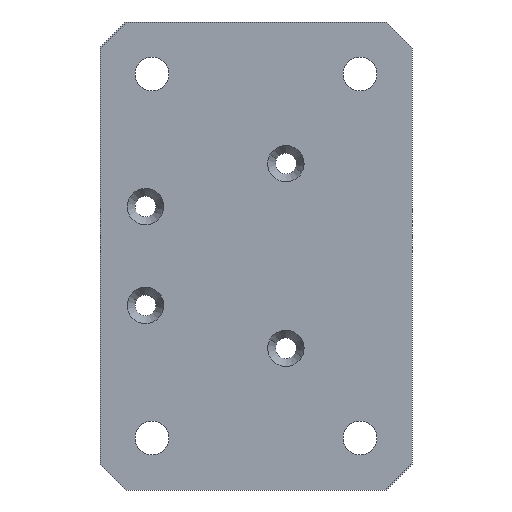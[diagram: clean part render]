
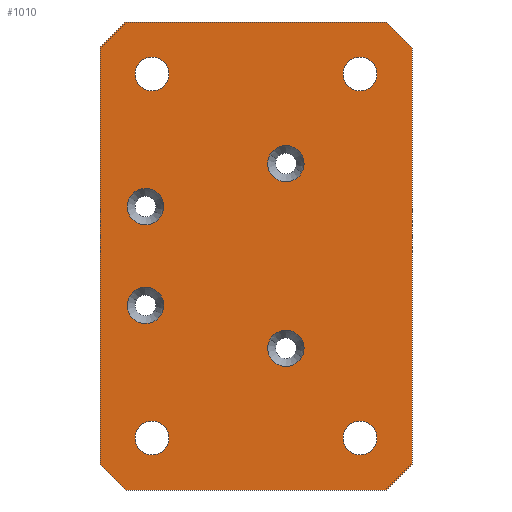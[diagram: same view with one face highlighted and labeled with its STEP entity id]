
A CAD part, left-side view. The second image highlights one B-rep face of the part: STEP entity #1010.
In plain terms, the highlighted planar face has unit normal (-1, 0, 0).
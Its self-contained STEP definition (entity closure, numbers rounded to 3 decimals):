
#60=CARTESIAN_POINT('Vertex',(-10.,-45.704,73.116)) ;
#65=CARTESIAN_POINT('Axis2P3D Location',(-10.,-40.,70.)) ;
#69=CARTESIAN_POINT('Vertex',(-10.,-34.296,66.884)) ;
#91=CARTESIAN_POINT('Axis2P3D Location',(-10.,-40.,70.)) ;
#113=CARTESIAN_POINT('Axis2P3D Location',(-10.,42.5,19.)) ;
#117=CARTESIAN_POINT('Vertex',(-10.,48.643,22.356)) ;
#119=CARTESIAN_POINT('Vertex',(-10.,36.357,15.644)) ;
#148=CARTESIAN_POINT('Axis2P3D Location',(-10.,42.5,19.)) ;
#170=CARTESIAN_POINT('Axis2P3D Location',(-10.,-11.5,35.5)) ;
#174=CARTESIAN_POINT('Vertex',(-10.,-17.643,32.144)) ;
#176=CARTESIAN_POINT('Vertex',(-10.,-5.357,38.856)) ;
#205=CARTESIAN_POINT('Axis2P3D Location',(-10.,-11.5,35.5)) ;
#227=CARTESIAN_POINT('Axis2P3D Location',(-10.,42.5,-19.)) ;
#231=CARTESIAN_POINT('Vertex',(-10.,36.357,-22.356)) ;
#233=CARTESIAN_POINT('Vertex',(-10.,48.643,-15.644)) ;
#262=CARTESIAN_POINT('Axis2P3D Location',(-10.,42.5,-19.)) ;
#284=CARTESIAN_POINT('Axis2P3D Location',(-10.,-11.5,-35.5)) ;
#288=CARTESIAN_POINT('Vertex',(-10.,-17.643,-38.856)) ;
#290=CARTESIAN_POINT('Vertex',(-10.,-5.357,-32.144)) ;
#319=CARTESIAN_POINT('Axis2P3D Location',(-10.,-11.5,-35.5)) ;
#517=CARTESIAN_POINT('Vertex',(-10.,34.296,73.116)) ;
#522=CARTESIAN_POINT('Axis2P3D Location',(-10.,40.,70.)) ;
#526=CARTESIAN_POINT('Vertex',(-10.,45.704,66.884)) ;
#548=CARTESIAN_POINT('Axis2P3D Location',(-10.,40.,70.)) ;
#574=CARTESIAN_POINT('Vertex',(-10.,34.296,-66.884)) ;
#579=CARTESIAN_POINT('Axis2P3D Location',(-10.,40.,-70.)) ;
#583=CARTESIAN_POINT('Vertex',(-10.,45.704,-73.116)) ;
#605=CARTESIAN_POINT('Axis2P3D Location',(-10.,40.,-70.)) ;
#631=CARTESIAN_POINT('Vertex',(-10.,-45.704,-66.884)) ;
#636=CARTESIAN_POINT('Axis2P3D Location',(-10.,-40.,-70.)) ;
#640=CARTESIAN_POINT('Vertex',(-10.,-34.296,-73.116)) ;
#662=CARTESIAN_POINT('Axis2P3D Location',(-10.,-40.,-70.)) ;
#684=CARTESIAN_POINT('Line Origine',(-10.,-55.,85.)) ;
#688=CARTESIAN_POINT('Vertex',(-10.,-50.,90.)) ;
#690=CARTESIAN_POINT('Vertex',(-10.,-60.,80.)) ;
#730=CARTESIAN_POINT('Vertex',(-10.,50.,90.)) ;
#733=CARTESIAN_POINT('Line Origine',(-10.,0.,90.)) ;
#766=CARTESIAN_POINT('Vertex',(-10.,60.,80.)) ;
#769=CARTESIAN_POINT('Line Origine',(-10.,55.,85.)) ;
#792=CARTESIAN_POINT('Vertex',(-10.,60.,-80.)) ;
#795=CARTESIAN_POINT('Line Origine',(-10.,60.,0.)) ;
#817=CARTESIAN_POINT('Line Origine',(-10.,55.,-85.)) ;
#821=CARTESIAN_POINT('Vertex',(-10.,50.,-90.)) ;
#854=CARTESIAN_POINT('Vertex',(-10.,-60.,-80.)) ;
#862=CARTESIAN_POINT('Line Origine',(-10.,-60.,0.)) ;
#885=CARTESIAN_POINT('Vertex',(-10.,-50.,-90.)) ;
#888=CARTESIAN_POINT('Line Origine',(-10.,0.,-90.)) ;
#958=CARTESIAN_POINT('Axis2P3D Location',(-10.,0.,0.)) ;
#963=CARTESIAN_POINT('Line Origine',(-10.,-55.,-85.)) ;
#66=DIRECTION('Axis2P3D Direction',(-1.,0.,-0.)) ;
#92=DIRECTION('Axis2P3D Direction',(-1.,0.,-0.)) ;
#114=DIRECTION('Axis2P3D Direction',(-1.,0.,0.)) ;
#149=DIRECTION('Axis2P3D Direction',(-1.,0.,0.)) ;
#171=DIRECTION('Axis2P3D Direction',(-1.,0.,0.)) ;
#206=DIRECTION('Axis2P3D Direction',(-1.,0.,0.)) ;
#228=DIRECTION('Axis2P3D Direction',(-1.,0.,0.)) ;
#263=DIRECTION('Axis2P3D Direction',(-1.,0.,0.)) ;
#285=DIRECTION('Axis2P3D Direction',(-1.,0.,0.)) ;
#320=DIRECTION('Axis2P3D Direction',(-1.,0.,0.)) ;
#523=DIRECTION('Axis2P3D Direction',(-1.,0.,-0.)) ;
#549=DIRECTION('Axis2P3D Direction',(-1.,0.,-0.)) ;
#580=DIRECTION('Axis2P3D Direction',(-1.,0.,-0.)) ;
#606=DIRECTION('Axis2P3D Direction',(-1.,0.,-0.)) ;
#637=DIRECTION('Axis2P3D Direction',(-1.,0.,-0.)) ;
#663=DIRECTION('Axis2P3D Direction',(-1.,0.,-0.)) ;
#685=DIRECTION('Vector Direction',(0.,-0.707,-0.707)) ;
#734=DIRECTION('Vector Direction',(0.,-1.,0.)) ;
#770=DIRECTION('Vector Direction',(0.,0.707,-0.707)) ;
#796=DIRECTION('Vector Direction',(0.,0.,1.)) ;
#818=DIRECTION('Vector Direction',(0.,0.707,0.707)) ;
#863=DIRECTION('Vector Direction',(0.,0.,-1.)) ;
#889=DIRECTION('Vector Direction',(0.,1.,0.)) ;
#959=DIRECTION('Axis2P3D Direction',(1.,0.,0.)) ;
#960=DIRECTION('Axis2P3D XDirection',(0.,1.,0.)) ;
#964=DIRECTION('Vector Direction',(0.,0.707,-0.707)) ;
#67=AXIS2_PLACEMENT_3D('Circle Axis2P3D',#65,#66,$) ;
#93=AXIS2_PLACEMENT_3D('Circle Axis2P3D',#91,#92,$) ;
#115=AXIS2_PLACEMENT_3D('Circle Axis2P3D',#113,#114,$) ;
#150=AXIS2_PLACEMENT_3D('Circle Axis2P3D',#148,#149,$) ;
#172=AXIS2_PLACEMENT_3D('Circle Axis2P3D',#170,#171,$) ;
#207=AXIS2_PLACEMENT_3D('Circle Axis2P3D',#205,#206,$) ;
#229=AXIS2_PLACEMENT_3D('Circle Axis2P3D',#227,#228,$) ;
#264=AXIS2_PLACEMENT_3D('Circle Axis2P3D',#262,#263,$) ;
#286=AXIS2_PLACEMENT_3D('Circle Axis2P3D',#284,#285,$) ;
#321=AXIS2_PLACEMENT_3D('Circle Axis2P3D',#319,#320,$) ;
#524=AXIS2_PLACEMENT_3D('Circle Axis2P3D',#522,#523,$) ;
#550=AXIS2_PLACEMENT_3D('Circle Axis2P3D',#548,#549,$) ;
#581=AXIS2_PLACEMENT_3D('Circle Axis2P3D',#579,#580,$) ;
#607=AXIS2_PLACEMENT_3D('Circle Axis2P3D',#605,#606,$) ;
#638=AXIS2_PLACEMENT_3D('Circle Axis2P3D',#636,#637,$) ;
#664=AXIS2_PLACEMENT_3D('Circle Axis2P3D',#662,#663,$) ;
#961=AXIS2_PLACEMENT_3D('Plane Axis2P3D',#958,#959,#960) ;
#969=ORIENTED_EDGE('',*,*,#967,.F.) ;
#970=ORIENTED_EDGE('',*,*,#866,.F.) ;
#971=ORIENTED_EDGE('',*,*,#692,.F.) ;
#972=ORIENTED_EDGE('',*,*,#737,.F.) ;
#973=ORIENTED_EDGE('',*,*,#773,.F.) ;
#974=ORIENTED_EDGE('',*,*,#799,.F.) ;
#975=ORIENTED_EDGE('',*,*,#823,.F.) ;
#976=ORIENTED_EDGE('',*,*,#892,.F.) ;
#979=ORIENTED_EDGE('',*,*,#71,.T.) ;
#980=ORIENTED_EDGE('',*,*,#95,.T.) ;
#983=ORIENTED_EDGE('',*,*,#152,.T.) ;
#984=ORIENTED_EDGE('',*,*,#121,.T.) ;
#987=ORIENTED_EDGE('',*,*,#209,.T.) ;
#988=ORIENTED_EDGE('',*,*,#178,.T.) ;
#991=ORIENTED_EDGE('',*,*,#266,.T.) ;
#992=ORIENTED_EDGE('',*,*,#235,.T.) ;
#995=ORIENTED_EDGE('',*,*,#323,.T.) ;
#996=ORIENTED_EDGE('',*,*,#292,.T.) ;
#999=ORIENTED_EDGE('',*,*,#552,.T.) ;
#1000=ORIENTED_EDGE('',*,*,#528,.T.) ;
#1003=ORIENTED_EDGE('',*,*,#609,.T.) ;
#1004=ORIENTED_EDGE('',*,*,#585,.T.) ;
#1007=ORIENTED_EDGE('',*,*,#666,.T.) ;
#1008=ORIENTED_EDGE('',*,*,#642,.T.) ;
#981=FACE_BOUND('',#978,.T.) ;
#985=FACE_BOUND('',#982,.T.) ;
#989=FACE_BOUND('',#986,.T.) ;
#993=FACE_BOUND('',#990,.T.) ;
#997=FACE_BOUND('',#994,.T.) ;
#1001=FACE_BOUND('',#998,.T.) ;
#1005=FACE_BOUND('',#1002,.T.) ;
#1009=FACE_BOUND('',#1006,.T.) ;
#686=VECTOR('Line Direction',#685,1.) ;
#735=VECTOR('Line Direction',#734,1.) ;
#771=VECTOR('Line Direction',#770,1.) ;
#797=VECTOR('Line Direction',#796,1.) ;
#819=VECTOR('Line Direction',#818,1.) ;
#864=VECTOR('Line Direction',#863,1.) ;
#890=VECTOR('Line Direction',#889,1.) ;
#965=VECTOR('Line Direction',#964,1.) ;
#1010=ADVANCED_FACE('Corps principal',(#977,#981,#985,#989,#993,#997,#1001,#1005,#1009),#962,.F.) ;
#68=CIRCLE('generated circle',#67,6.5) ;
#94=CIRCLE('generated circle',#93,6.5) ;
#116=CIRCLE('generated circle',#115,7.) ;
#151=CIRCLE('generated circle',#150,7.) ;
#173=CIRCLE('generated circle',#172,7.) ;
#208=CIRCLE('generated circle',#207,7.) ;
#230=CIRCLE('generated circle',#229,7.) ;
#265=CIRCLE('generated circle',#264,7.) ;
#287=CIRCLE('generated circle',#286,7.) ;
#322=CIRCLE('generated circle',#321,7.) ;
#525=CIRCLE('generated circle',#524,6.5) ;
#551=CIRCLE('generated circle',#550,6.5) ;
#582=CIRCLE('generated circle',#581,6.5) ;
#608=CIRCLE('generated circle',#607,6.5) ;
#639=CIRCLE('generated circle',#638,6.5) ;
#665=CIRCLE('generated circle',#664,6.5) ;
#71=EDGE_CURVE('',#70,#61,#68,.F.) ;
#95=EDGE_CURVE('',#61,#70,#94,.F.) ;
#121=EDGE_CURVE('',#118,#120,#116,.F.) ;
#152=EDGE_CURVE('',#120,#118,#151,.F.) ;
#178=EDGE_CURVE('',#175,#177,#173,.F.) ;
#209=EDGE_CURVE('',#177,#175,#208,.F.) ;
#235=EDGE_CURVE('',#232,#234,#230,.F.) ;
#266=EDGE_CURVE('',#234,#232,#265,.F.) ;
#292=EDGE_CURVE('',#289,#291,#287,.F.) ;
#323=EDGE_CURVE('',#291,#289,#322,.F.) ;
#528=EDGE_CURVE('',#527,#518,#525,.F.) ;
#552=EDGE_CURVE('',#518,#527,#551,.F.) ;
#585=EDGE_CURVE('',#584,#575,#582,.F.) ;
#609=EDGE_CURVE('',#575,#584,#608,.F.) ;
#642=EDGE_CURVE('',#641,#632,#639,.F.) ;
#666=EDGE_CURVE('',#632,#641,#665,.F.) ;
#692=EDGE_CURVE('',#689,#691,#687,.T.) ;
#737=EDGE_CURVE('',#731,#689,#736,.T.) ;
#773=EDGE_CURVE('',#767,#731,#772,.F.) ;
#799=EDGE_CURVE('',#793,#767,#798,.T.) ;
#823=EDGE_CURVE('',#822,#793,#820,.T.) ;
#866=EDGE_CURVE('',#691,#855,#865,.T.) ;
#892=EDGE_CURVE('',#886,#822,#891,.T.) ;
#967=EDGE_CURVE('',#855,#886,#966,.T.) ;
#968=EDGE_LOOP('',(#969,#970,#971,#972,#973,#974,#975,#976)) ;
#978=EDGE_LOOP('',(#979,#980)) ;
#982=EDGE_LOOP('',(#983,#984)) ;
#986=EDGE_LOOP('',(#987,#988)) ;
#990=EDGE_LOOP('',(#991,#992)) ;
#994=EDGE_LOOP('',(#995,#996)) ;
#998=EDGE_LOOP('',(#999,#1000)) ;
#1002=EDGE_LOOP('',(#1003,#1004)) ;
#1006=EDGE_LOOP('',(#1007,#1008)) ;
#977=FACE_OUTER_BOUND('',#968,.T.) ;
#687=LINE('Line',#684,#686) ;
#736=LINE('Line',#733,#735) ;
#772=LINE('Line',#769,#771) ;
#798=LINE('Line',#795,#797) ;
#820=LINE('Line',#817,#819) ;
#865=LINE('Line',#862,#864) ;
#891=LINE('Line',#888,#890) ;
#966=LINE('Line',#963,#965) ;
#962=PLANE('',#961) ;
#61=VERTEX_POINT('',#60) ;
#70=VERTEX_POINT('',#69) ;
#118=VERTEX_POINT('',#117) ;
#120=VERTEX_POINT('',#119) ;
#175=VERTEX_POINT('',#174) ;
#177=VERTEX_POINT('',#176) ;
#232=VERTEX_POINT('',#231) ;
#234=VERTEX_POINT('',#233) ;
#289=VERTEX_POINT('',#288) ;
#291=VERTEX_POINT('',#290) ;
#518=VERTEX_POINT('',#517) ;
#527=VERTEX_POINT('',#526) ;
#575=VERTEX_POINT('',#574) ;
#584=VERTEX_POINT('',#583) ;
#632=VERTEX_POINT('',#631) ;
#641=VERTEX_POINT('',#640) ;
#689=VERTEX_POINT('',#688) ;
#691=VERTEX_POINT('',#690) ;
#731=VERTEX_POINT('',#730) ;
#767=VERTEX_POINT('',#766) ;
#793=VERTEX_POINT('',#792) ;
#822=VERTEX_POINT('',#821) ;
#855=VERTEX_POINT('',#854) ;
#886=VERTEX_POINT('',#885) ;
